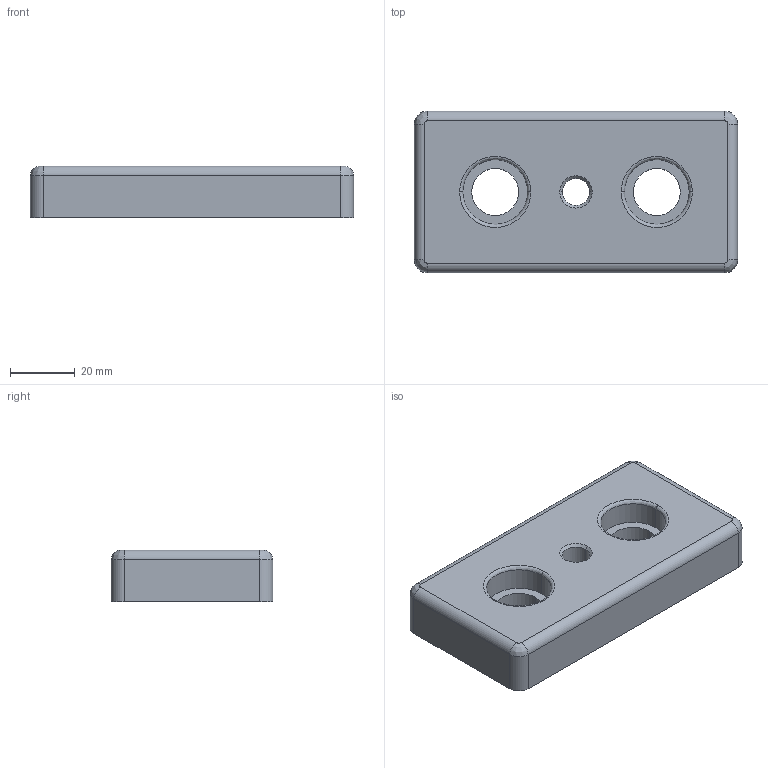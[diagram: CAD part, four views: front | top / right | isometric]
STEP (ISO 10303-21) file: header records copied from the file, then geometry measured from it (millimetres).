
FILE_DESCRIPTION (( 'STEP AP214' ), '1' );
FILE_NAME ('093t501001012r.STEP', '2014-09-08T07:48:30', ( '' ), ( '' ), 'SwSTEP 2.0', 'SolidWorks 2014', '' );
FILE_SCHEMA (( 'AUTOMOTIVE_DESIGN' ));
Length unit declared in the file: inch
Products named in the file (1): 093t501001012r
Bounding box: 100 x 50 x 16 mm (x, y, z)
Volume: 48219.4 mm3; surface area: 21664 mm2
Topology: 1 solids, 1 shells, 181 faces, 438 edges, 251 vertices
Faces by surface type: cylinder 79, bspline 68, plane 32, cone 2
Entity records: 8634 total; most frequent: CARTESIAN_POINT 2218, DIRECTION 887, ORIENTED_EDGE 844, EDGE_CURVE 422, AXIS2_PLACEMENT_3D 370, CIRCLE 256, VERTEX_POINT 251, EDGE_LOOP 195
